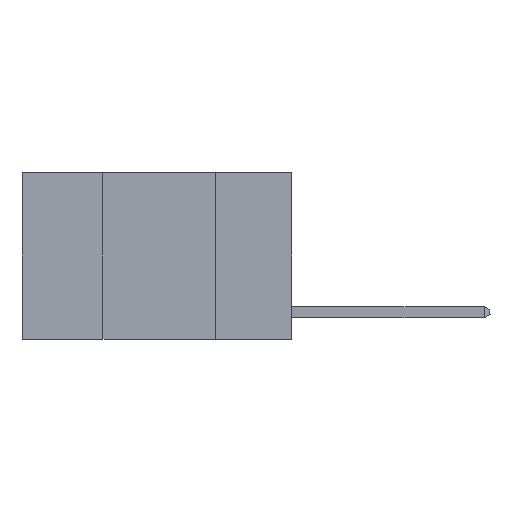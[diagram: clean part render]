
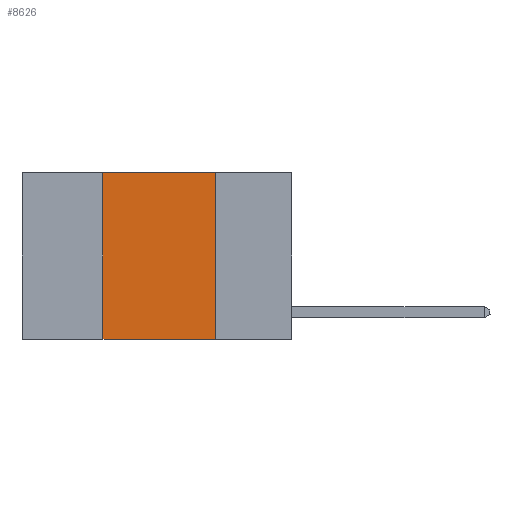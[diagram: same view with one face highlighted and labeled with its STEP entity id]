
A CAD part, left-side view. The second image highlights one B-rep face of the part: STEP entity #8626.
In plain terms, the highlighted planar face has unit normal (-1, 0, 0).
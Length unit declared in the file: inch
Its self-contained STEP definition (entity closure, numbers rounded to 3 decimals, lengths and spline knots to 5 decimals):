
#40 = CARTESIAN_POINT ( 'NONE',  ( 0., 0.42, 0. ) ) ;
#87 = VECTOR ( 'NONE', #7730, 39.37008 ) ;
#147 = VECTOR ( 'NONE', #361, 39.37008 ) ;
#361 = DIRECTION ( 'NONE',  ( 0., 0., -1. ) ) ;
#511 = EDGE_CURVE ( 'NONE', #5190, #5488, #5624, .T. ) ;
#550 = CARTESIAN_POINT ( 'NONE',  ( 0., 0.6, 0. ) ) ;
#893 = PLANE ( 'NONE',  #5959 ) ;
#1008 = EDGE_LOOP ( 'NONE', ( #6680, #2019, #2279, #5166 ) ) ;
#1647 = CARTESIAN_POINT ( 'NONE',  ( 0., 0.6, -0.37 ) ) ;
#1687 = EDGE_CURVE ( 'NONE', #5488, #3151, #9742, .T. ) ;
#1853 = DIRECTION ( 'NONE',  ( 0., 0., -1. ) ) ;
#2019 = ORIENTED_EDGE ( 'NONE', *, *, #1687, .F. ) ;
#2279 = ORIENTED_EDGE ( 'NONE', *, *, #511, .F. ) ;
#2501 = CARTESIAN_POINT ( 'NONE',  ( 0., 0.6, 0. ) ) ;
#2946 = EDGE_CURVE ( 'NONE', #5190, #7737, #4239, .T. ) ;
#3151 = VERTEX_POINT ( 'NONE', #9423 ) ;
#3671 = CARTESIAN_POINT ( 'NONE',  ( 0., 0.42, -0.37 ) ) ;
#4239 = LINE ( 'NONE', #1647, #87 ) ;
#4319 = VECTOR ( 'NONE', #8943, 39.37008 ) ;
#4714 = FACE_OUTER_BOUND ( 'NONE', #1008, .T. ) ;
#5162 = VECTOR ( 'NONE', #6955, 39.37008 ) ;
#5166 = ORIENTED_EDGE ( 'NONE', *, *, #2946, .T. ) ;
#5190 = VERTEX_POINT ( 'NONE', #3671 ) ;
#5488 = VERTEX_POINT ( 'NONE', #9254 ) ;
#5624 = LINE ( 'NONE', #40, #5162 ) ;
#5809 = EDGE_CURVE ( 'NONE', #3151, #7737, #7840, .T. ) ;
#5959 = AXIS2_PLACEMENT_3D ( 'NONE', #2501, #6411, #1853 ) ;
#6411 = DIRECTION ( 'NONE',  ( 1., 0., 0. ) ) ;
#6680 = ORIENTED_EDGE ( 'NONE', *, *, #5809, .F. ) ;
#6695 = CARTESIAN_POINT ( 'NONE',  ( 0., 0.17, -0.37 ) ) ;
#6955 = DIRECTION ( 'NONE',  ( 0., 0., 1. ) ) ;
#7730 = DIRECTION ( 'NONE',  ( 0., -1., 0. ) ) ;
#7737 = VERTEX_POINT ( 'NONE', #6695 ) ;
#7840 = LINE ( 'NONE', #8795, #147 ) ;
#8626 = ADVANCED_FACE ( 'NONE', ( #4714 ), #893, .F. ) ;
#8795 = CARTESIAN_POINT ( 'NONE',  ( 0., 0.17, 0. ) ) ;
#8943 = DIRECTION ( 'NONE',  ( 0., -1., 0. ) ) ;
#9254 = CARTESIAN_POINT ( 'NONE',  ( 0., 0.42, 0. ) ) ;
#9423 = CARTESIAN_POINT ( 'NONE',  ( 0., 0.17, 0. ) ) ;
#9742 = LINE ( 'NONE', #550, #4319 ) ;
